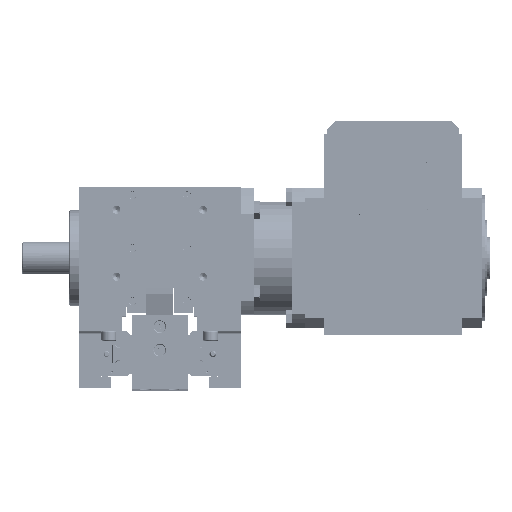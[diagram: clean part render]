
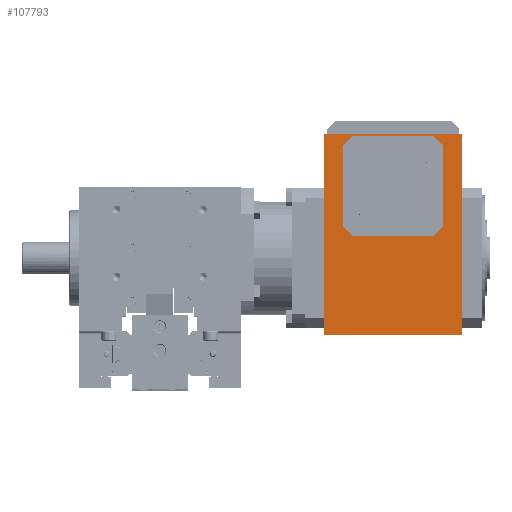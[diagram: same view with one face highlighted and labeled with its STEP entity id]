
A CAD part, top view. The second image highlights one B-rep face of the part: STEP entity #107793.
In plain terms, the highlighted face is planar.
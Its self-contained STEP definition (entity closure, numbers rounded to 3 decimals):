
#2934 = ORIENTED_EDGE ( 'NONE', *, *, #30948, .T. ) ;
#3974 = VECTOR ( 'NONE', #137893, 1000. ) ;
#8657 = EDGE_CURVE ( 'NONE', #51739, #133873, #98980, .T. ) ;
#9981 = CARTESIAN_POINT ( 'NONE',  ( -89.5, -73.5, 55.735 ) ) ;
#11285 = VERTEX_POINT ( 'NONE', #18857 ) ;
#15913 = CARTESIAN_POINT ( 'NONE',  ( -89.5, 32.527, 32.527 ) ) ;
#18857 = CARTESIAN_POINT ( 'NONE',  ( -89.5, 27.527, 32.527 ) ) ;
#20668 = LINE ( 'NONE', #30565, #81199 ) ;
#20702 = EDGE_CURVE ( 'NONE', #53162, #85017, #20668, .T. ) ;
#22462 = VERTEX_POINT ( 'NONE', #31901 ) ;
#22569 = CARTESIAN_POINT ( 'NONE',  ( -89.5, 73.5, -158.135 ) ) ;
#22581 = EDGE_LOOP ( 'NONE', ( #111815, #138606, #117694, #53572 ) ) ;
#24995 = CARTESIAN_POINT ( 'NONE',  ( -89.5, 73.5, -158.135 ) ) ;
#30565 = CARTESIAN_POINT ( 'NONE',  ( -89.5, 73.5, 55.735 ) ) ;
#30948 = EDGE_CURVE ( 'NONE', #63189, #11285, #41229, .T. ) ;
#31901 = CARTESIAN_POINT ( 'NONE',  ( -89.5, -73.5, -158.135 ) ) ;
#36151 = DIRECTION ( 'NONE',  ( 0., -1., 0. ) ) ;
#37150 = ORIENTED_EDGE ( 'NONE', *, *, #101629, .T. ) ;
#40639 = DIRECTION ( 'NONE',  ( 0., -1., 0. ) ) ;
#41229 = CIRCLE ( 'NONE', #126029, 5. ) ;
#42632 = FACE_BOUND ( 'NONE', #79440, .T. ) ;
#44127 = CARTESIAN_POINT ( 'NONE',  ( -89.5, 73.5, 55.735 ) ) ;
#44656 = VECTOR ( 'NONE', #40639, 1000. ) ;
#45714 = CARTESIAN_POINT ( 'NONE',  ( -89.5, -73.5, -158.135 ) ) ;
#45716 = AXIS2_PLACEMENT_3D ( 'NONE', #81680, #118061, #36151 ) ;
#46812 = LINE ( 'NONE', #22569, #3974 ) ;
#49979 = CARTESIAN_POINT ( 'NONE',  ( -89.5, 37.527, 32.527 ) ) ;
#51739 = VERTEX_POINT ( 'NONE', #145697 ) ;
#52713 = AXIS2_PLACEMENT_3D ( 'NONE', #118719, #142995, #84543 ) ;
#53162 = VERTEX_POINT ( 'NONE', #24995 ) ;
#53572 = ORIENTED_EDGE ( 'NONE', *, *, #87404, .F. ) ;
#53984 = FACE_BOUND ( 'NONE', #55514, .T. ) ;
#55514 = EDGE_LOOP ( 'NONE', ( #75837, #37150 ) ) ;
#57925 = EDGE_CURVE ( 'NONE', #22462, #53162, #46812, .T. ) ;
#63189 = VERTEX_POINT ( 'NONE', #49979 ) ;
#66021 = CARTESIAN_POINT ( 'NONE',  ( -89.5, 32.527, 32.527 ) ) ;
#69222 = DIRECTION ( 'NONE',  ( 0., 0., -1. ) ) ;
#72109 = CIRCLE ( 'NONE', #52713, 20. ) ;
#72471 = VERTEX_POINT ( 'NONE', #87609 ) ;
#73568 = DIRECTION ( 'NONE',  ( 0., -1., 0. ) ) ;
#75837 = ORIENTED_EDGE ( 'NONE', *, *, #8657, .T. ) ;
#77370 = CIRCLE ( 'NONE', #91855, 5. ) ;
#79440 = EDGE_LOOP ( 'NONE', ( #92751, #2934 ) ) ;
#80336 = AXIS2_PLACEMENT_3D ( 'NONE', #9981, #92609, #90337 ) ;
#81199 = VECTOR ( 'NONE', #113223, 1000. ) ;
#81680 = CARTESIAN_POINT ( 'NONE',  ( -89.5, 0., 0. ) ) ;
#84543 = DIRECTION ( 'NONE',  ( 0., -1., 0. ) ) ;
#85017 = VERTEX_POINT ( 'NONE', #44127 ) ;
#87404 = EDGE_CURVE ( 'NONE', #85017, #72471, #88342, .T. ) ;
#87609 = CARTESIAN_POINT ( 'NONE',  ( -89.5, -73.5, 55.735 ) ) ;
#88342 = LINE ( 'NONE', #144575, #44656 ) ;
#88848 = PLANE ( 'NONE',  #80336 ) ;
#90337 = DIRECTION ( 'NONE',  ( 0., -1., 0. ) ) ;
#91855 = AXIS2_PLACEMENT_3D ( 'NONE', #66021, #113067, #95837 ) ;
#92609 = DIRECTION ( 'NONE',  ( -1., 0., 0. ) ) ;
#92751 = ORIENTED_EDGE ( 'NONE', *, *, #105234, .T. ) ;
#95837 = DIRECTION ( 'NONE',  ( 0., -1., 0. ) ) ;
#97803 = DIRECTION ( 'NONE',  ( 1., 0., 0. ) ) ;
#98980 = CIRCLE ( 'NONE', #45716, 20. ) ;
#101629 = EDGE_CURVE ( 'NONE', #133873, #51739, #72109, .T. ) ;
#105234 = EDGE_CURVE ( 'NONE', #11285, #63189, #77370, .T. ) ;
#106201 = VECTOR ( 'NONE', #69222, 1000. ) ;
#107793 = ADVANCED_FACE ( 'NONE', ( #53984, #146584, #42632 ), #88848, .T. ) ;
#111815 = ORIENTED_EDGE ( 'NONE', *, *, #20702, .F. ) ;
#113067 = DIRECTION ( 'NONE',  ( 1., 0., 0. ) ) ;
#113223 = DIRECTION ( 'NONE',  ( 0., 0., 1. ) ) ;
#117694 = ORIENTED_EDGE ( 'NONE', *, *, #140640, .F. ) ;
#118061 = DIRECTION ( 'NONE',  ( 1., 0., 0. ) ) ;
#118719 = CARTESIAN_POINT ( 'NONE',  ( -89.5, 0., 0. ) ) ;
#122058 = CARTESIAN_POINT ( 'NONE',  ( -89.5, 20., 0. ) ) ;
#126029 = AXIS2_PLACEMENT_3D ( 'NONE', #15913, #97803, #73568 ) ;
#127642 = LINE ( 'NONE', #45714, #106201 ) ;
#133873 = VERTEX_POINT ( 'NONE', #122058 ) ;
#137893 = DIRECTION ( 'NONE',  ( 0., 1., 0. ) ) ;
#138606 = ORIENTED_EDGE ( 'NONE', *, *, #57925, .F. ) ;
#140640 = EDGE_CURVE ( 'NONE', #72471, #22462, #127642, .T. ) ;
#142995 = DIRECTION ( 'NONE',  ( 1., 0., 0. ) ) ;
#144575 = CARTESIAN_POINT ( 'NONE',  ( -89.5, -73.5, 55.735 ) ) ;
#145697 = CARTESIAN_POINT ( 'NONE',  ( -89.5, -20., 0. ) ) ;
#146584 = FACE_OUTER_BOUND ( 'NONE', #22581, .T. ) ;
